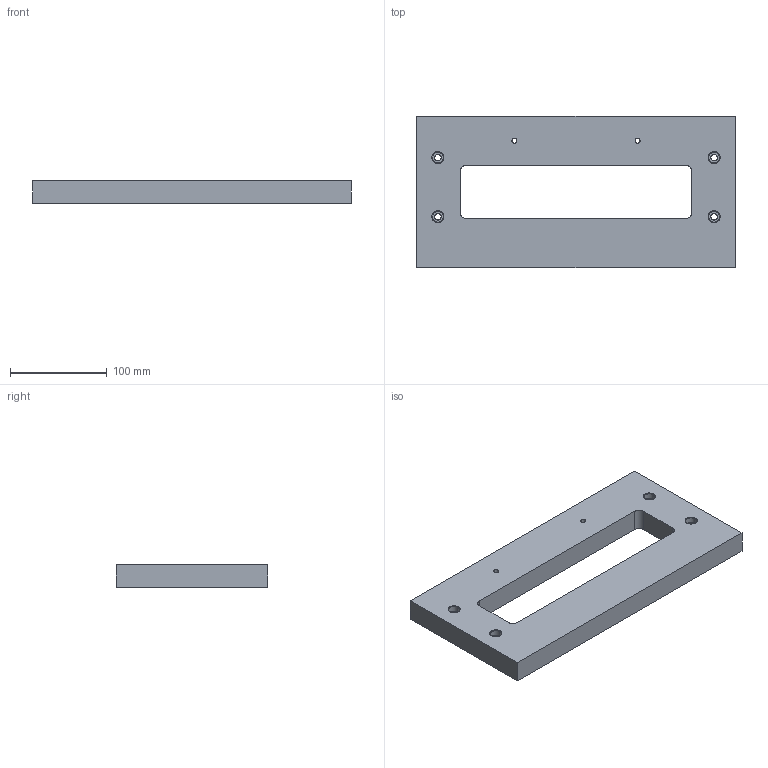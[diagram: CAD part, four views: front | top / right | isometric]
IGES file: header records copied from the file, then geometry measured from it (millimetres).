
Start section: SolidWorks IGES file using analytic representation for surfaces
Global section: file name: D1100223 ALIGO SRM HR_H2 SPACER.IGS; native system: SolidWorks 2012; preprocessor: SolidWorks 2012; author: tnguyen; date: 111108.150629; units: inch
Bounding box: 327.91 x 156.21 x 23.11 mm (x, y, z)
Surface area: 114952.5 mm2 (no closed solid volume)
Topology: 0 solids, 0 shells, 54 faces, 1028 edges, 1028 vertices
Faces by surface type: revolution 40, bspline 14
